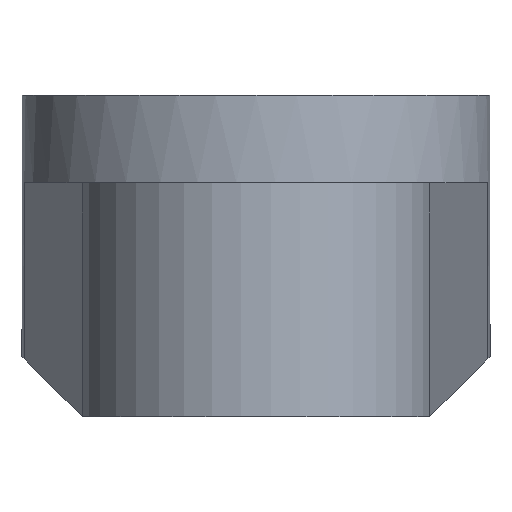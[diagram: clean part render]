
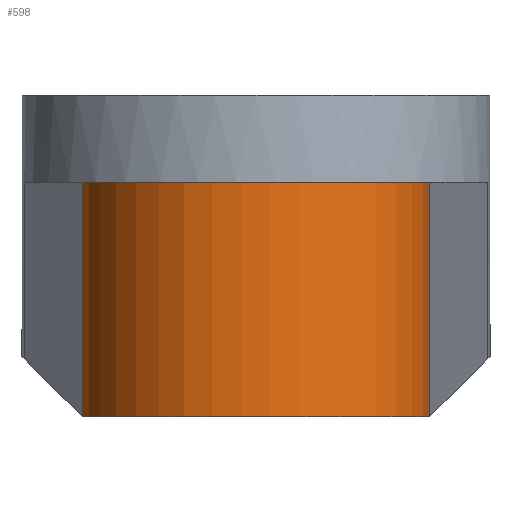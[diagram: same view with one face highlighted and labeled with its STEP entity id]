
A CAD part, front view. The second image highlights one B-rep face of the part: STEP entity #598.
In plain terms, the highlighted cylindrical face has radius 3 mm (diameter 6 mm), a partial arc.
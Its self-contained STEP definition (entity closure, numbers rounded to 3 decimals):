
#27 = DIRECTION ( 'NONE',  ( 0., 0., -1. ) ) ;
#28 = LINE ( 'NONE', #98, #296 ) ;
#30 = CARTESIAN_POINT ( 'NONE',  ( 0., -7.1, 4. ) ) ;
#45 = CARTESIAN_POINT ( 'NONE',  ( -2.97, -7.523, 4. ) ) ;
#54 = DIRECTION ( 'NONE',  ( -1., 0., 0. ) ) ;
#71 = EDGE_CURVE ( 'NONE', #609, #158, #409, .T. ) ;
#79 = CARTESIAN_POINT ( 'NONE',  ( 0., -7.1, 4. ) ) ;
#80 = ORIENTED_EDGE ( 'NONE', *, *, #71, .T. ) ;
#87 = DIRECTION ( 'NONE',  ( -1., 0., 0. ) ) ;
#89 = CARTESIAN_POINT ( 'NONE',  ( -2.97, -7.523, 0. ) ) ;
#98 = CARTESIAN_POINT ( 'NONE',  ( 2.97, -7.523, 4. ) ) ;
#158 = VERTEX_POINT ( 'NONE', #673 ) ;
#163 = CARTESIAN_POINT ( 'NONE',  ( 0., -7.1, 0. ) ) ;
#164 = EDGE_CURVE ( 'NONE', #359, #689, #263, .T. ) ;
#183 = DIRECTION ( 'NONE',  ( 0., 0., 1. ) ) ;
#193 = AXIS2_PLACEMENT_3D ( 'NONE', #79, #183, #87 ) ;
#256 = CYLINDRICAL_SURFACE ( 'NONE', #616, 3. ) ;
#259 = EDGE_CURVE ( 'NONE', #689, #158, #28, .T. ) ;
#262 = DIRECTION ( 'NONE',  ( 0., 0., -1. ) ) ;
#263 = CIRCLE ( 'NONE', #193, 3. ) ;
#288 = EDGE_LOOP ( 'NONE', ( #80, #597, #560, #499 ) ) ;
#296 = VECTOR ( 'NONE', #262, 1000. ) ;
#303 = DIRECTION ( 'NONE',  ( 0., 0., -1. ) ) ;
#337 = VECTOR ( 'NONE', #27, 1000. ) ;
#346 = CARTESIAN_POINT ( 'NONE',  ( -2.97, -7.523, 4. ) ) ;
#359 = VERTEX_POINT ( 'NONE', #45 ) ;
#377 = DIRECTION ( 'NONE',  ( 0., 0., 1. ) ) ;
#392 = LINE ( 'NONE', #346, #337 ) ;
#409 = CIRCLE ( 'NONE', #441, 3. ) ;
#441 = AXIS2_PLACEMENT_3D ( 'NONE', #163, #377, #54 ) ;
#499 = ORIENTED_EDGE ( 'NONE', *, *, #511, .T. ) ;
#511 = EDGE_CURVE ( 'NONE', #359, #609, #392, .T. ) ;
#522 = DIRECTION ( 'NONE',  ( -1., 0., 0. ) ) ;
#560 = ORIENTED_EDGE ( 'NONE', *, *, #164, .F. ) ;
#577 = FACE_OUTER_BOUND ( 'NONE', #288, .T. ) ;
#597 = ORIENTED_EDGE ( 'NONE', *, *, #259, .F. ) ;
#598 = ADVANCED_FACE ( 'NONE', ( #577 ), #256, .T. ) ;
#599 = CARTESIAN_POINT ( 'NONE',  ( 2.97, -7.523, 4. ) ) ;
#609 = VERTEX_POINT ( 'NONE', #89 ) ;
#616 = AXIS2_PLACEMENT_3D ( 'NONE', #30, #303, #522 ) ;
#673 = CARTESIAN_POINT ( 'NONE',  ( 2.97, -7.523, 0. ) ) ;
#689 = VERTEX_POINT ( 'NONE', #599 ) ;
